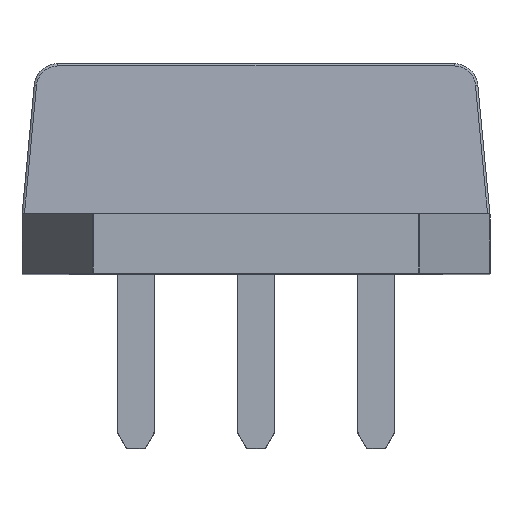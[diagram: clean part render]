
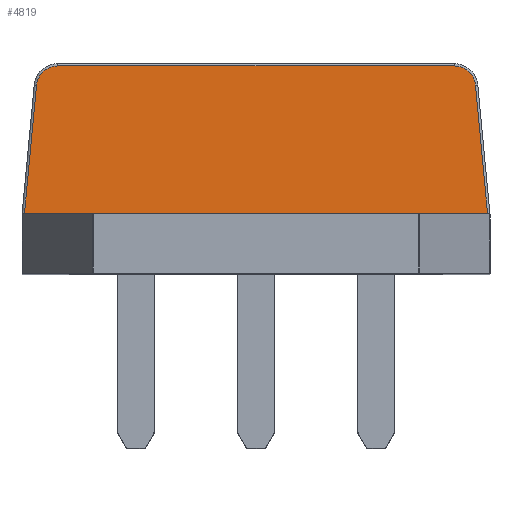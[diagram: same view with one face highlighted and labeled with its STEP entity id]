
A CAD part, top view. The second image highlights one B-rep face of the part: STEP entity #4819.
In plain terms, the highlighted planar face has unit normal (0, 0.033, 1).
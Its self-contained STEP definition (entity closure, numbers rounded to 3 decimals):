
#328 = ORIENTED_EDGE ( 'NONE', *, *, #8935, .T. ) ;
#614 = EDGE_CURVE ( 'NONE', #10922, #5434, #31833, .T. ) ;
#932 = VERTEX_POINT ( 'NONE', #16640 ) ;
#2014 = EDGE_CURVE ( 'NONE', #932, #10922, #30981, .T. ) ;
#2279 = DIRECTION ( 'NONE',  ( -1., 0., 0. ) ) ;
#2414 = VECTOR ( 'NONE', #2279, 1000. ) ;
#2674 = ORIENTED_EDGE ( 'NONE', *, *, #614, .F. ) ;
#3534 = VECTOR ( 'NONE', #30666, 1000. ) ;
#4324 = ORIENTED_EDGE ( 'NONE', *, *, #23323, .T. ) ;
#4545 = CARTESIAN_POINT ( 'NONE',  ( 4.643, 1.084, 12.108 ) ) ;
#4819 = ADVANCED_FACE ( 'NONE', ( #25309 ), #8160, .T. ) ;
#5434 = VERTEX_POINT ( 'NONE', #15103 ) ;
#5615 = LINE ( 'NONE', #18211, #20511 ) ;
#6569 = CARTESIAN_POINT ( 'NONE',  ( 0., 1.492, 12.095 ) ) ;
#6618 = CARTESIAN_POINT ( 'NONE',  ( -4.195, 1.492, 12.095 ) ) ;
#6853 = DIRECTION ( 'NONE',  ( -0.093, -0.995, 0.033 ) ) ;
#6879 = VERTEX_POINT ( 'NONE', #6618 ) ;
#7055 = CARTESIAN_POINT ( 'NONE',  ( 4.56, 1.967, 12.079 ) ) ;
#7156 = ORIENTED_EDGE ( 'NONE', *, *, #26034, .F. ) ;
#8160 = PLANE ( 'NONE',  #17635 ) ;
#8391 = DIRECTION ( 'NONE',  ( -1., 0., 0. ) ) ;
#8935 = EDGE_CURVE ( 'NONE', #21727, #5434, #21890, .T. ) ;
#9178 = CARTESIAN_POINT ( 'NONE',  ( 3.95, -1.638, 12.198 ) ) ;
#9365 = ORIENTED_EDGE ( 'NONE', *, *, #13873, .F. ) ;
#9570 = CARTESIAN_POINT ( 'NONE',  ( 4.439, 1.492, 12.095 ) ) ;
#10116 = DIRECTION ( 'NONE',  ( 0., 0.033, 0.999 ) ) ;
#10248 = VECTOR ( 'NONE', #11790, 1000. ) ;
#10512 = ORIENTED_EDGE ( 'NONE', *, *, #22341, .F. ) ;
#10521 = CARTESIAN_POINT ( 'NONE',  ( -4.643, 1.084, 12.108 ) ) ;
#10685 = CARTESIAN_POINT ( 'NONE',  ( -4.62, 1.327, 12.1 ) ) ;
#10864 = VERTEX_POINT ( 'NONE', #31159 ) ;
#10922 = VERTEX_POINT ( 'NONE', #18407 ) ;
#11155 = ORIENTED_EDGE ( 'NONE', *, *, #22144, .F. ) ;
#11217 = CARTESIAN_POINT ( 'NONE',  ( 4.195, 1.492, 12.095 ) ) ;
#11790 = DIRECTION ( 'NONE',  ( -1., 0., 0. ) ) ;
#11930 = EDGE_CURVE ( 'NONE', #30418, #6879, #28786, .T. ) ;
#12157 = VECTOR ( 'NONE', #30990, 1000. ) ;
#12212 = ORIENTED_EDGE ( 'NONE', *, *, #31344, .F. ) ;
#13211 =( BOUNDED_CURVE ( )  B_SPLINE_CURVE ( 3, ( #26599, #9570, #19260, #4545 ),
 .UNSPECIFIED., .F., .F. ) 
 B_SPLINE_CURVE_WITH_KNOTS ( ( 4, 4 ),
 ( 0., 1.477 ),
 .UNSPECIFIED. ) 
 CURVE ( )  GEOMETRIC_REPRESENTATION_ITEM ( )  RATIONAL_B_SPLINE_CURVE ( ( 1., 0.826, 0.826, 1. ) ) 
 REPRESENTATION_ITEM ( '' )  );
#13523 = LINE ( 'NONE', #21186, #18833 ) ;
#13873 = EDGE_CURVE ( 'NONE', #30418, #18563, #13211, .T. ) ;
#14418 = DIRECTION ( 'NONE',  ( -0.093, 0.995, -0.033 ) ) ;
#15103 = CARTESIAN_POINT ( 'NONE',  ( -4.903, -1.685, 12.2 ) ) ;
#15705 = CARTESIAN_POINT ( 'NONE',  ( 0., 1.54, 12.093 ) ) ;
#15784 = CARTESIAN_POINT ( 'NONE',  ( -4.195, 1.492, 12.095 ) ) ;
#16640 = CARTESIAN_POINT ( 'NONE',  ( -3.95, -1.638, 12.198 ) ) ;
#17635 = AXIS2_PLACEMENT_3D ( 'NONE', #15705, #10116, #17816 ) ;
#17816 = DIRECTION ( 'NONE',  ( -1., 0., 0. ) ) ;
#18211 = CARTESIAN_POINT ( 'NONE',  ( -4.65, -1.685, 12.2 ) ) ;
#18254 = LINE ( 'NONE', #19930, #12157 ) ;
#18407 = CARTESIAN_POINT ( 'NONE',  ( -3.95, -1.685, 12.2 ) ) ;
#18563 = VERTEX_POINT ( 'NONE', #28050 ) ;
#18833 = VECTOR ( 'NONE', #26086, 1000. ) ;
#18892 = CARTESIAN_POINT ( 'NONE',  ( -3.95, 1.54, 12.093 ) ) ;
#19260 = CARTESIAN_POINT ( 'NONE',  ( 4.62, 1.327, 12.1 ) ) ;
#19515 = ORIENTED_EDGE ( 'NONE', *, *, #11930, .T. ) ;
#19798 = ORIENTED_EDGE ( 'NONE', *, *, #2014, .F. ) ;
#19930 = CARTESIAN_POINT ( 'NONE',  ( 0., -1.638, 12.198 ) ) ;
#20047 = VECTOR ( 'NONE', #6853, 1000. ) ;
#20319 = VERTEX_POINT ( 'NONE', #9178 ) ;
#20499 = CARTESIAN_POINT ( 'NONE',  ( -4.439, 1.492, 12.095 ) ) ;
#20511 = VECTOR ( 'NONE', #8391, 1000. ) ;
#21186 = CARTESIAN_POINT ( 'NONE',  ( 3.95, 1.54, 12.093 ) ) ;
#21241 = EDGE_LOOP ( 'NONE', ( #7156, #10512, #4324, #9365, #19515, #12212, #328, #2674, #19798, #11155 ) ) ;
#21727 = VERTEX_POINT ( 'NONE', #25218 ) ;
#21890 = LINE ( 'NONE', #27160, #20047 ) ;
#22144 = EDGE_CURVE ( 'NONE', #20319, #932, #18254, .T. ) ;
#22341 = EDGE_CURVE ( 'NONE', #10864, #22533, #5615, .T. ) ;
#22533 = VERTEX_POINT ( 'NONE', #26312 ) ;
#23323 = EDGE_CURVE ( 'NONE', #10864, #18563, #27022, .T. ) ;
#25218 = CARTESIAN_POINT ( 'NONE',  ( -4.643, 1.084, 12.108 ) ) ;
#25309 = FACE_OUTER_BOUND ( 'NONE', #21241, .T. ) ;
#26034 = EDGE_CURVE ( 'NONE', #22533, #20319, #13523, .T. ) ;
#26086 = DIRECTION ( 'NONE',  ( 0., 0.999, -0.033 ) ) ;
#26312 = CARTESIAN_POINT ( 'NONE',  ( 3.95, -1.685, 12.2 ) ) ;
#26599 = CARTESIAN_POINT ( 'NONE',  ( 4.195, 1.492, 12.095 ) ) ;
#27022 = LINE ( 'NONE', #7055, #30546 ) ;
#27155 = CARTESIAN_POINT ( 'NONE',  ( -4.65, -1.685, 12.2 ) ) ;
#27160 = CARTESIAN_POINT ( 'NONE',  ( -4.56, 1.967, 12.079 ) ) ;
#28018 =( BOUNDED_CURVE ( )  B_SPLINE_CURVE ( 3, ( #10521, #10685, #20499, #15784 ),
 .UNSPECIFIED., .F., .F. ) 
 B_SPLINE_CURVE_WITH_KNOTS ( ( 4, 4 ),
 ( 1.664, 3.142 ),
 .UNSPECIFIED. ) 
 CURVE ( )  GEOMETRIC_REPRESENTATION_ITEM ( )  RATIONAL_B_SPLINE_CURVE ( ( 1., 0.826, 0.826, 1. ) ) 
 REPRESENTATION_ITEM ( '' )  );
#28050 = CARTESIAN_POINT ( 'NONE',  ( 4.643, 1.084, 12.108 ) ) ;
#28786 = LINE ( 'NONE', #6569, #10248 ) ;
#30418 = VERTEX_POINT ( 'NONE', #11217 ) ;
#30546 = VECTOR ( 'NONE', #14418, 1000. ) ;
#30666 = DIRECTION ( 'NONE',  ( 0., -0.999, 0.033 ) ) ;
#30981 = LINE ( 'NONE', #18892, #3534 ) ;
#30990 = DIRECTION ( 'NONE',  ( -1., 0., 0. ) ) ;
#31159 = CARTESIAN_POINT ( 'NONE',  ( 4.903, -1.685, 12.2 ) ) ;
#31344 = EDGE_CURVE ( 'NONE', #21727, #6879, #28018, .T. ) ;
#31833 = LINE ( 'NONE', #27155, #2414 ) ;
